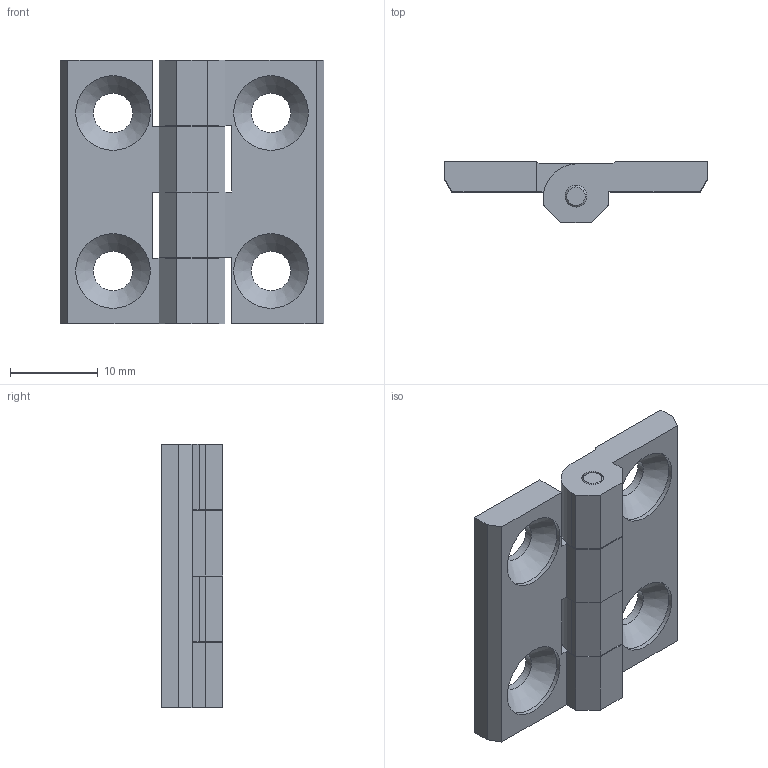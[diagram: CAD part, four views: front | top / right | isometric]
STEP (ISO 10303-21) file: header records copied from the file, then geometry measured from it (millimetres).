
FILE_DESCRIPTION(/* description */ ('STEP AP214'),/* implementation_level */ '2;1');
FILE_NAME(/* name */ 'Hinge GN 237.1-30-30-A (0)',/* time_stamp */ '2024-04-25T16:58:15+02:00',/* author */ ('License CC BY-ND 4.0'),/* organization */ ('CADENAS'),/* preprocessor_version */ 'ST-DEVELOPER v19.3',/* originating_system */ 'PARTsolutions',/* authorisation */ ' ');
FILE_SCHEMA (('AUTOMOTIVE_DESIGN {1 0 10303 214 3 1 1}'));
Length unit declared in the file: millimetre
Products named in the file (3): Hinge GN 237.1-30-30-A (0); Hinge GN 237.1-30-30-A_1; Hinge GN 237.1-30-30-A_4
Assembly tree (2 placements, depth 2):
  Hinge GN 237.1-30-30-A (0)
    Hinge GN 237.1-30-30-A_1
    Hinge GN 237.1-30-30-A_4
Bounding box: 30 x 7 x 30 mm (x, y, z)
Volume: 3057.2 mm3; surface area: 2980.5 mm2
Topology: 2 solids, 2 shells, 75 faces, 195 edges, 126 vertices
Faces by surface type: plane 52, cylinder 17, cone 6
Full cylindrical faces by diameter (mm): 2.5 x5, 4.5 x4, 8.5 x4
Entity records: 2515 total; most frequent: CARTESIAN_POINT 372, DIRECTION 364, ORIENTED_EDGE 344, EDGE_CURVE 172, LINE 136, VECTOR 136, VERTEX_POINT 122, AXIS2_PLACEMENT_3D 114
